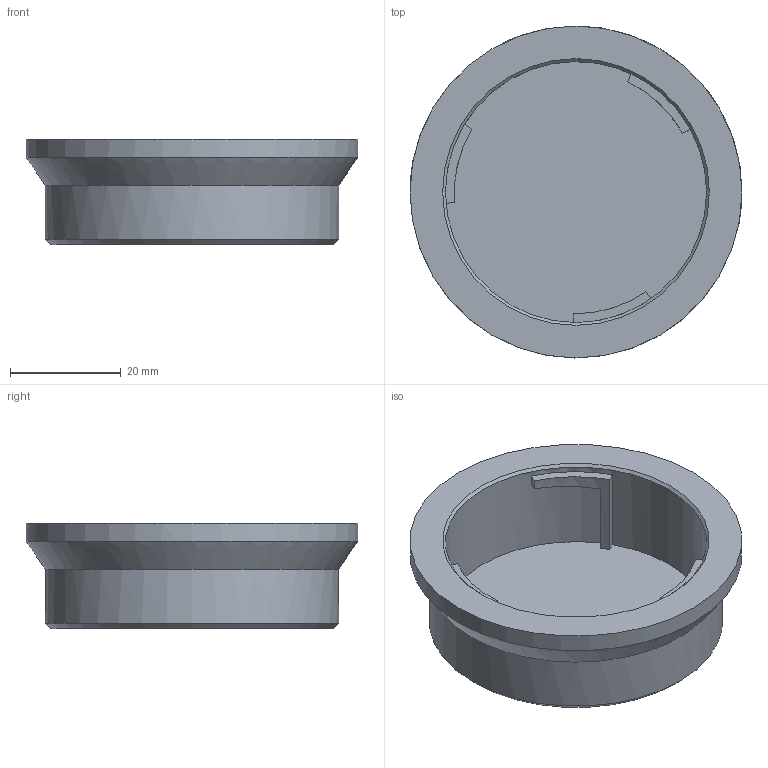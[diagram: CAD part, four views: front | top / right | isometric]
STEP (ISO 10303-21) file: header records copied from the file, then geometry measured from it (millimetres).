
FILE_DESCRIPTION(('HOOPS Exchange Step'),'2;1');
FILE_NAME('temp_export','2023-06-13T19:31:59-04:00',('gmoua'),('Shapr3D Limited'),'HOOPS Exchange 2022.2','Shapr3D','Authorized');
FILE_SCHEMA( ('AUTOMOTIVE_DESIGN { 1 0 10303 214 1 1 1 1 }') );
Length unit declared in the file: millimetre
Products named in the file (1): E Mount Rear Cap
Bounding box: 60 x 60 x 19 mm (x, y, z)
Volume: 15583 mm3; surface area: 11300.5 mm2
Topology: 1 solids, 1 shells, 46 faces, 123 edges, 82 vertices
Faces by surface type: plane 32, cylinder 6, bspline 4, cone 4
Full cylindrical faces by diameter (mm): 47.2 x1, 53 x1, 60 x1
Entity records: 3510 total; most frequent: CARTESIAN_POINT 2350, ORIENTED_EDGE 246, DIRECTION 218, EDGE_CURVE 123, VERTEX_POINT 82, VECTOR 82, LINE 82, AXIS2_PLACEMENT_3D 68
